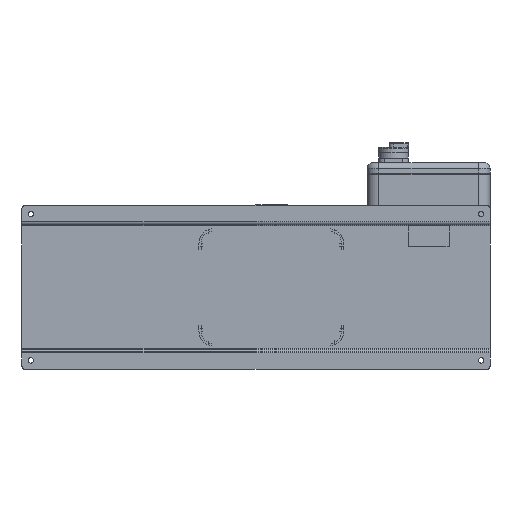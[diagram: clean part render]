
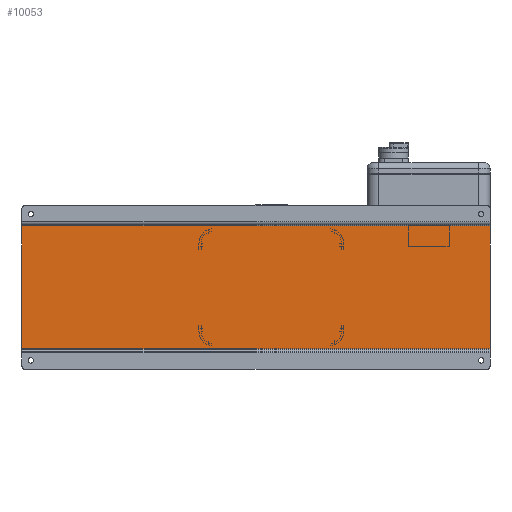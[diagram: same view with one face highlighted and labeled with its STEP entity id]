
A CAD part, front view. The second image highlights one B-rep face of the part: STEP entity #10053.
In plain terms, the highlighted planar face has unit normal (0, -1, 0).
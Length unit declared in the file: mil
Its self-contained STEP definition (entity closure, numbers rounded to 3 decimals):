
#2021 = ORIENTED_EDGE ( 'NONE', *, *, #21846, .F. ) ;
#3496 = CARTESIAN_POINT ( 'NONE',  ( 15748.031, 2007.874, -4133.858 ) ) ;
#5543 = EDGE_CURVE ( 'NONE', #63504, #71251, #54639, .T. ) ;
#9188 = DIRECTION ( 'NONE',  ( -1., 0., 0. ) ) ;
#10053 = ADVANCED_FACE ( 'NONE', ( #27625 ), #27994, .F. ) ;
#10076 = CARTESIAN_POINT ( 'NONE',  ( 15748.031, 2007.874, -4133.858 ) ) ;
#12966 = CARTESIAN_POINT ( 'NONE',  ( -15748.031, 2007.874, -4133.858 ) ) ;
#15634 = EDGE_LOOP ( 'NONE', ( #62123, #34247, #2021, #59047 ) ) ;
#20252 = LINE ( 'NONE', #37465, #36370 ) ;
#21846 = EDGE_CURVE ( 'NONE', #36651, #63504, #20252, .T. ) ;
#21850 = CARTESIAN_POINT ( 'NONE',  ( -15748.031, 2007.874, -4133.858 ) ) ;
#22576 = AXIS2_PLACEMENT_3D ( 'NONE', #10076, #55259, #55608 ) ;
#27625 = FACE_OUTER_BOUND ( 'NONE', #15634, .T. ) ;
#27994 = PLANE ( 'NONE',  #22576 ) ;
#32309 = VECTOR ( 'NONE', #9188, 39370.079 ) ;
#32611 = EDGE_CURVE ( 'NONE', #52018, #71251, #36149, .T. ) ;
#32634 = DIRECTION ( 'NONE',  ( -1., 0., 0. ) ) ;
#34247 = ORIENTED_EDGE ( 'NONE', *, *, #5543, .F. ) ;
#36149 = LINE ( 'NONE', #12966, #72986 ) ;
#36370 = VECTOR ( 'NONE', #66166, 39370.079 ) ;
#36651 = VERTEX_POINT ( 'NONE', #42139 ) ;
#37465 = CARTESIAN_POINT ( 'NONE',  ( 15748.031, 2007.874, 4133.858 ) ) ;
#40042 = VECTOR ( 'NONE', #32634, 39370.079 ) ;
#42139 = CARTESIAN_POINT ( 'NONE',  ( 15748.031, 2007.874, 4133.858 ) ) ;
#47691 = DIRECTION ( 'NONE',  ( 0., 0., -1. ) ) ;
#48400 = CARTESIAN_POINT ( 'NONE',  ( 15748.031, 2007.874, 4133.858 ) ) ;
#48757 = LINE ( 'NONE', #48400, #32309 ) ;
#52018 = VERTEX_POINT ( 'NONE', #67331 ) ;
#54639 = LINE ( 'NONE', #3496, #40042 ) ;
#55259 = DIRECTION ( 'NONE',  ( 0., 1., 0. ) ) ;
#55608 = DIRECTION ( 'NONE',  ( 1., 0., 0. ) ) ;
#59047 = ORIENTED_EDGE ( 'NONE', *, *, #72000, .T. ) ;
#62123 = ORIENTED_EDGE ( 'NONE', *, *, #32611, .T. ) ;
#63504 = VERTEX_POINT ( 'NONE', #69680 ) ;
#66166 = DIRECTION ( 'NONE',  ( 0., 0., -1. ) ) ;
#67331 = CARTESIAN_POINT ( 'NONE',  ( -15748.031, 2007.874, 4133.858 ) ) ;
#69680 = CARTESIAN_POINT ( 'NONE',  ( 15748.031, 2007.874, -4133.858 ) ) ;
#71251 = VERTEX_POINT ( 'NONE', #21850 ) ;
#72000 = EDGE_CURVE ( 'NONE', #36651, #52018, #48757, .T. ) ;
#72986 = VECTOR ( 'NONE', #47691, 39370.079 ) ;
